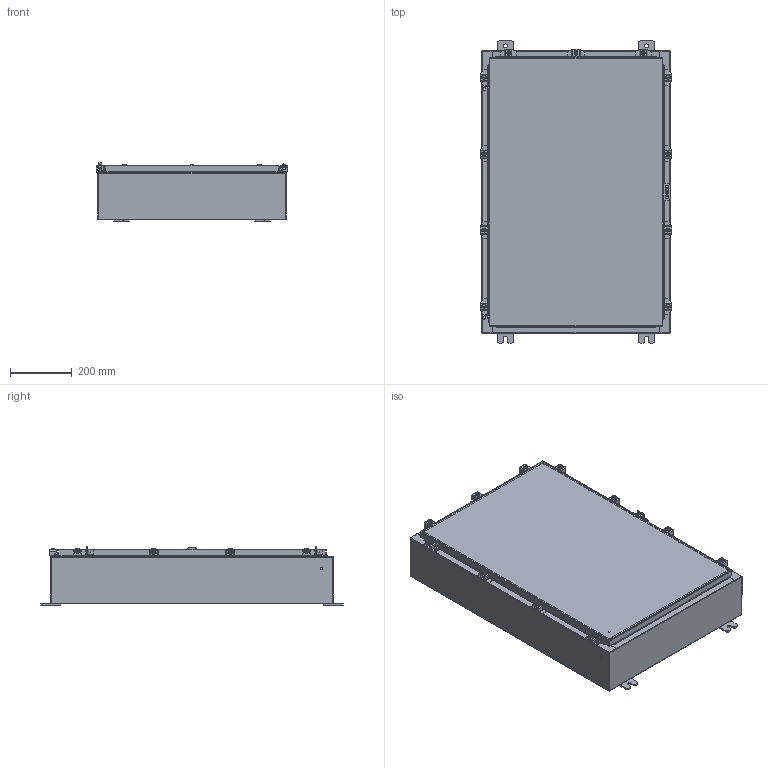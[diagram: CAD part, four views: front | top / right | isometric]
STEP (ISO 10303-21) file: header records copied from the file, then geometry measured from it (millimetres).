
FILE_DESCRIPTION (( 'STEP AP203' ), '1' );
FILE_NAME ('EX36H2406SS6WP.STEP', '2015-04-07T12:58:24', ( 'changeme' ), ( 'Microsoft' ), 'SwSTEP 2.0', 'SolidWorks 2014', '' );
FILE_SCHEMA (( 'CONFIG_CONTROL_DESIGN' ));
Length unit declared in the file: inch
Products named in the file (24): N-WMT04X30402202210-00 22104005_DEFAULT; EX36H2406SS6WP Padlock Hasp; N-WMT04X30402202210-00 Clamp Top; EX36H2406SS6WP Clamp Bracket; Special Clamp Assembly; 22101002_RTP29; EX36H2406SS6WP Cover; EX36H2406SS6WP Special Clamp; 22104005_DEFAULT_RTP30; EX36H2406SS6WP Body; ATEX CLAMP HINGE BRAKET; Clamp Top_RTP31; EX36H2406SS6WP Bottom; EX36H2406SS6WP Backpanel; HW-CLN-NH-20330; EX36H2406SS6WP Clamp Assembly; EX36H2406SS6WP Top; EX36H2406SS6WP Mounting Studs; EX36H2406SS6WP; EX36H2406SS6WP Standard Clamps; 30X10 Clamp Bracket2; Quarter-20 CD Stud; N-WMT04X30402202210-00 22101002; EX36H2406SS6WP Padlock Staple
Assembly tree (44 placements, depth 4):
  EX36H2406SS6WP
    EX36H2406SS6WP Backpanel
    EX36H2406SS6WP Mounting Studs  x6
    Quarter-20 CD Stud  x2
    EX36H2406SS6WP Padlock Staple
    EX36H2406SS6WP Padlock Hasp
    EX36H2406SS6WP Standard Clamps  x9
      EX36H2406SS6WP Clamp Bracket
      EX36H2406SS6WP Clamp Assembly
        22101002_RTP29  x2
        22104005_DEFAULT_RTP30
        Clamp Top_RTP31
    EX36H2406SS6WP Cover
    EX36H2406SS6WP Body
    EX36H2406SS6WP Bottom
    EX36H2406SS6WP Top
    EX36H2406SS6WP Special Clamp  x2
      30X10 Clamp Bracket2
      Special Clamp Assembly
        N-WMT04X30402202210-00 22101002  x2
        N-WMT04X30402202210-00 22104005_DEFAULT
        N-WMT04X30402202210-00 Clamp Top
    ATEX CLAMP HINGE BRAKET  x2
    HW-CLN-NH-20330  x4
Bounding box: 620.3 x 977.9 x 189.3 mm (x, y, z)
Volume: 4756498.5 mm3; surface area: 4615606.1 mm2
Topology: 78 solids, 78 shells, 1971 faces, 4835 edges, 3060 vertices
Faces by surface type: plane 1041, cylinder 758, cone 86, torus 74, bspline 12
Entity records: 23167 total; most frequent: CARTESIAN_POINT 4074, DIRECTION 3437, ORIENTED_EDGE 3218, EDGE_CURVE 1609, AXIS2_PLACEMENT_3D 1189, VECTOR 1059, LINE 1059, VERTEX_POINT 982
